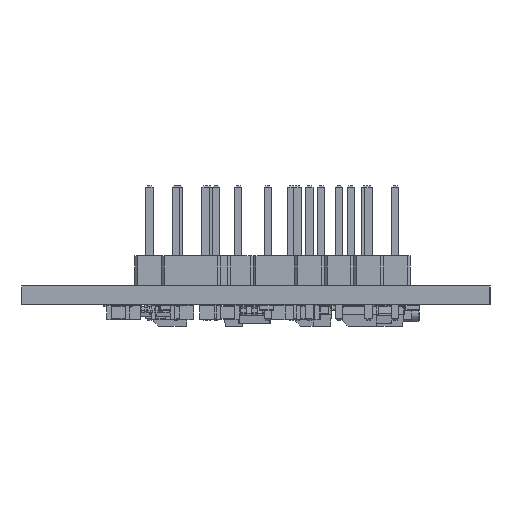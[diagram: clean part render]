
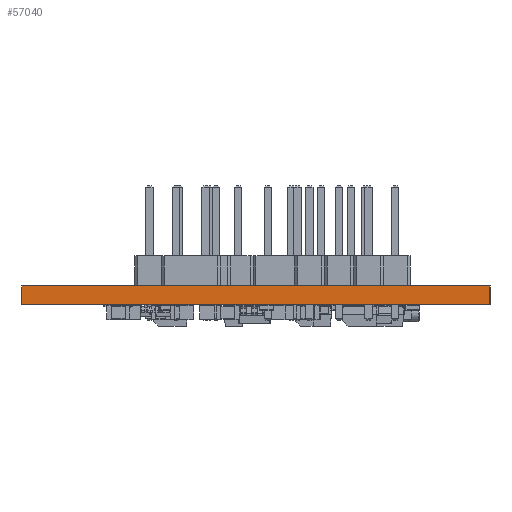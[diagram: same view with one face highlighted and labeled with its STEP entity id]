
A CAD part, left-side view. The second image highlights one B-rep face of the part: STEP entity #57040.
In plain terms, the highlighted planar face has unit normal (-1, 0, 0).
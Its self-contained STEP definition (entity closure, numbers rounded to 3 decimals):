
#56859 = PLANE('',#56860);
#56860 = AXIS2_PLACEMENT_3D('',#56861,#56862,#56863);
#56861 = CARTESIAN_POINT('',(65.786,5.334,0.));
#56862 = DIRECTION('',(0.,-1.,0.));
#56863 = DIRECTION('',(-1.,0.,0.));
#56884 = VERTEX_POINT('',#56885);
#56885 = CARTESIAN_POINT('',(5.334,5.334,1.6));
#56899 = PLANE('',#56900);
#56900 = AXIS2_PLACEMENT_3D('',#56901,#56902,#56903);
#56901 = CARTESIAN_POINT('',(35.56,25.4,1.6));
#56902 = DIRECTION('',(-0.,-0.,-1.));
#56903 = DIRECTION('',(-1.,0.,0.));
#56911 = EDGE_CURVE('',#56912,#56884,#56914,.T.);
#56912 = VERTEX_POINT('',#56913);
#56913 = CARTESIAN_POINT('',(5.334,5.334,0.));
#56914 = SURFACE_CURVE('',#56915,(#56919,#56926),.PCURVE_S1.);
#56915 = LINE('',#56916,#56917);
#56916 = CARTESIAN_POINT('',(5.334,5.334,0.));
#56917 = VECTOR('',#56918,1.);
#56918 = DIRECTION('',(0.,0.,1.));
#56919 = PCURVE('',#56859,#56920);
#56920 = DEFINITIONAL_REPRESENTATION('',(#56921),#56925);
#56921 = LINE('',#56922,#56923);
#56922 = CARTESIAN_POINT('',(60.452,0.));
#56923 = VECTOR('',#56924,1.);
#56924 = DIRECTION('',(0.,-1.));
#56925 = ( GEOMETRIC_REPRESENTATION_CONTEXT(2) 
PARAMETRIC_REPRESENTATION_CONTEXT() REPRESENTATION_CONTEXT('2D SPACE',''
  ) );
#56926 = PCURVE('',#56927,#56932);
#56927 = PLANE('',#56928);
#56928 = AXIS2_PLACEMENT_3D('',#56929,#56930,#56931);
#56929 = CARTESIAN_POINT('',(5.334,5.334,0.));
#56930 = DIRECTION('',(-1.,0.,0.));
#56931 = DIRECTION('',(0.,1.,0.));
#56932 = DEFINITIONAL_REPRESENTATION('',(#56933),#56937);
#56933 = LINE('',#56934,#56935);
#56934 = CARTESIAN_POINT('',(0.,0.));
#56935 = VECTOR('',#56936,1.);
#56936 = DIRECTION('',(0.,-1.));
#56937 = ( GEOMETRIC_REPRESENTATION_CONTEXT(2) 
PARAMETRIC_REPRESENTATION_CONTEXT() REPRESENTATION_CONTEXT('2D SPACE',''
  ) );
#56953 = PLANE('',#56954);
#56954 = AXIS2_PLACEMENT_3D('',#56955,#56956,#56957);
#56955 = CARTESIAN_POINT('',(35.56,25.4,0.));
#56956 = DIRECTION('',(-0.,-0.,-1.));
#56957 = DIRECTION('',(-1.,0.,0.));
#56986 = PLANE('',#56987);
#56987 = AXIS2_PLACEMENT_3D('',#56988,#56989,#56990);
#56988 = CARTESIAN_POINT('',(5.334,45.466,0.));
#56989 = DIRECTION('',(0.,1.,0.));
#56990 = DIRECTION('',(1.,0.,0.));
#57040 = ADVANCED_FACE('',(#57041),#56927,.T.);
#57041 = FACE_BOUND('',#57042,.T.);
#57042 = EDGE_LOOP('',(#57043,#57044,#57067,#57090));
#57043 = ORIENTED_EDGE('',*,*,#56911,.T.);
#57044 = ORIENTED_EDGE('',*,*,#57045,.T.);
#57045 = EDGE_CURVE('',#56884,#57046,#57048,.T.);
#57046 = VERTEX_POINT('',#57047);
#57047 = CARTESIAN_POINT('',(5.334,45.466,1.6));
#57048 = SURFACE_CURVE('',#57049,(#57053,#57060),.PCURVE_S1.);
#57049 = LINE('',#57050,#57051);
#57050 = CARTESIAN_POINT('',(5.334,5.334,1.6));
#57051 = VECTOR('',#57052,1.);
#57052 = DIRECTION('',(0.,1.,0.));
#57053 = PCURVE('',#56927,#57054);
#57054 = DEFINITIONAL_REPRESENTATION('',(#57055),#57059);
#57055 = LINE('',#57056,#57057);
#57056 = CARTESIAN_POINT('',(0.,-1.6));
#57057 = VECTOR('',#57058,1.);
#57058 = DIRECTION('',(1.,0.));
#57059 = ( GEOMETRIC_REPRESENTATION_CONTEXT(2) 
PARAMETRIC_REPRESENTATION_CONTEXT() REPRESENTATION_CONTEXT('2D SPACE',''
  ) );
#57060 = PCURVE('',#56899,#57061);
#57061 = DEFINITIONAL_REPRESENTATION('',(#57062),#57066);
#57062 = LINE('',#57063,#57064);
#57063 = CARTESIAN_POINT('',(30.226,-20.066));
#57064 = VECTOR('',#57065,1.);
#57065 = DIRECTION('',(0.,1.));
#57066 = ( GEOMETRIC_REPRESENTATION_CONTEXT(2) 
PARAMETRIC_REPRESENTATION_CONTEXT() REPRESENTATION_CONTEXT('2D SPACE',''
  ) );
#57067 = ORIENTED_EDGE('',*,*,#57068,.F.);
#57068 = EDGE_CURVE('',#57069,#57046,#57071,.T.);
#57069 = VERTEX_POINT('',#57070);
#57070 = CARTESIAN_POINT('',(5.334,45.466,0.));
#57071 = SURFACE_CURVE('',#57072,(#57076,#57083),.PCURVE_S1.);
#57072 = LINE('',#57073,#57074);
#57073 = CARTESIAN_POINT('',(5.334,45.466,0.));
#57074 = VECTOR('',#57075,1.);
#57075 = DIRECTION('',(0.,0.,1.));
#57076 = PCURVE('',#56927,#57077);
#57077 = DEFINITIONAL_REPRESENTATION('',(#57078),#57082);
#57078 = LINE('',#57079,#57080);
#57079 = CARTESIAN_POINT('',(40.132,0.));
#57080 = VECTOR('',#57081,1.);
#57081 = DIRECTION('',(0.,-1.));
#57082 = ( GEOMETRIC_REPRESENTATION_CONTEXT(2) 
PARAMETRIC_REPRESENTATION_CONTEXT() REPRESENTATION_CONTEXT('2D SPACE',''
  ) );
#57083 = PCURVE('',#56986,#57084);
#57084 = DEFINITIONAL_REPRESENTATION('',(#57085),#57089);
#57085 = LINE('',#57086,#57087);
#57086 = CARTESIAN_POINT('',(0.,0.));
#57087 = VECTOR('',#57088,1.);
#57088 = DIRECTION('',(0.,-1.));
#57089 = ( GEOMETRIC_REPRESENTATION_CONTEXT(2) 
PARAMETRIC_REPRESENTATION_CONTEXT() REPRESENTATION_CONTEXT('2D SPACE',''
  ) );
#57090 = ORIENTED_EDGE('',*,*,#57091,.F.);
#57091 = EDGE_CURVE('',#56912,#57069,#57092,.T.);
#57092 = SURFACE_CURVE('',#57093,(#57097,#57104),.PCURVE_S1.);
#57093 = LINE('',#57094,#57095);
#57094 = CARTESIAN_POINT('',(5.334,5.334,0.));
#57095 = VECTOR('',#57096,1.);
#57096 = DIRECTION('',(0.,1.,0.));
#57097 = PCURVE('',#56927,#57098);
#57098 = DEFINITIONAL_REPRESENTATION('',(#57099),#57103);
#57099 = LINE('',#57100,#57101);
#57100 = CARTESIAN_POINT('',(0.,0.));
#57101 = VECTOR('',#57102,1.);
#57102 = DIRECTION('',(1.,0.));
#57103 = ( GEOMETRIC_REPRESENTATION_CONTEXT(2) 
PARAMETRIC_REPRESENTATION_CONTEXT() REPRESENTATION_CONTEXT('2D SPACE',''
  ) );
#57104 = PCURVE('',#56953,#57105);
#57105 = DEFINITIONAL_REPRESENTATION('',(#57106),#57110);
#57106 = LINE('',#57107,#57108);
#57107 = CARTESIAN_POINT('',(30.226,-20.066));
#57108 = VECTOR('',#57109,1.);
#57109 = DIRECTION('',(0.,1.));
#57110 = ( GEOMETRIC_REPRESENTATION_CONTEXT(2) 
PARAMETRIC_REPRESENTATION_CONTEXT() REPRESENTATION_CONTEXT('2D SPACE',''
  ) );
